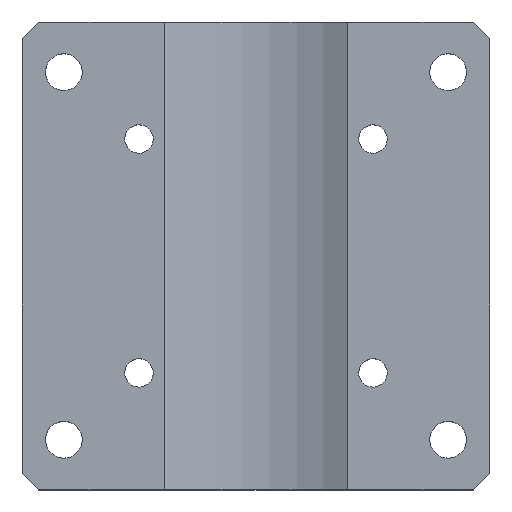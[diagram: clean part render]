
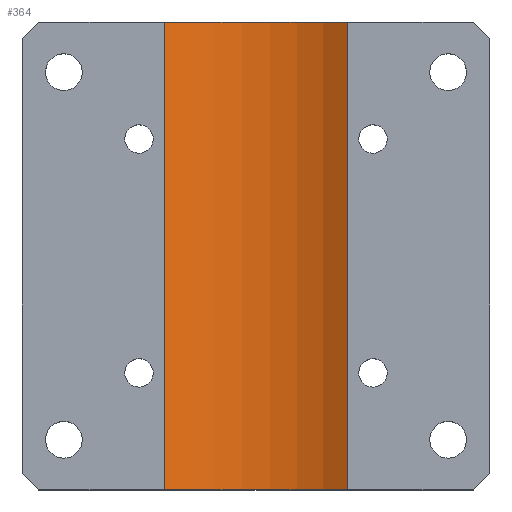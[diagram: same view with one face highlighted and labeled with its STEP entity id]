
A CAD part, top view. The second image highlights one B-rep face of the part: STEP entity #364.
In plain terms, the highlighted cylindrical face has radius 51 mm (diameter 102 mm), a partial arc.
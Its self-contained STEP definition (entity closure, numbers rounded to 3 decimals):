
#118=CARTESIAN_POINT('Vertex',(27.423,-70.,18.)) ;
#148=CARTESIAN_POINT('Vertex',(27.423,70.,18.)) ;
#151=CARTESIAN_POINT('Line Origine',(27.423,0.,18.)) ;
#228=CARTESIAN_POINT('Axis2P3D Location',(0.,-70.,61.)) ;
#232=CARTESIAN_POINT('Vertex',(-27.423,-70.,18.)) ;
#306=CARTESIAN_POINT('Axis2P3D Location',(0.,70.,61.)) ;
#310=CARTESIAN_POINT('Vertex',(-27.423,70.,18.)) ;
#348=CARTESIAN_POINT('Axis2P3D Location',(0.,-0.66,61.)) ;
#353=CARTESIAN_POINT('Line Origine',(-27.423,-0.66,18.)) ;
#152=DIRECTION('Vector Direction',(0.,-1.,0.)) ;
#229=DIRECTION('Axis2P3D Direction',(0.,1.,-0.)) ;
#307=DIRECTION('Axis2P3D Direction',(0.,-1.,0.)) ;
#349=DIRECTION('Axis2P3D Direction',(0.,1.,-0.)) ;
#350=DIRECTION('Axis2P3D XDirection',(-1.,0.,0.)) ;
#354=DIRECTION('Vector Direction',(0.,1.,0.)) ;
#230=AXIS2_PLACEMENT_3D('Circle Axis2P3D',#228,#229,$) ;
#308=AXIS2_PLACEMENT_3D('Circle Axis2P3D',#306,#307,$) ;
#351=AXIS2_PLACEMENT_3D('Cylinder Axis2P3D',#348,#349,#350) ;
#359=ORIENTED_EDGE('',*,*,#357,.T.) ;
#360=ORIENTED_EDGE('',*,*,#234,.F.) ;
#361=ORIENTED_EDGE('',*,*,#155,.F.) ;
#362=ORIENTED_EDGE('',*,*,#312,.T.) ;
#153=VECTOR('Line Direction',#152,1.) ;
#355=VECTOR('Line Direction',#354,1.) ;
#364=ADVANCED_FACE('Corps principal',(#363),#352,.F.) ;
#231=CIRCLE('generated circle',#230,51.) ;
#309=CIRCLE('generated circle',#308,51.) ;
#352=CYLINDRICAL_SURFACE('generated cylinder',#351,51.) ;
#155=EDGE_CURVE('',#149,#119,#154,.T.) ;
#234=EDGE_CURVE('',#119,#233,#231,.T.) ;
#312=EDGE_CURVE('',#149,#311,#309,.F.) ;
#357=EDGE_CURVE('',#311,#233,#356,.F.) ;
#358=EDGE_LOOP('',(#359,#360,#361,#362)) ;
#363=FACE_OUTER_BOUND('',#358,.T.) ;
#154=LINE('Line',#151,#153) ;
#356=LINE('Line',#353,#355) ;
#119=VERTEX_POINT('',#118) ;
#149=VERTEX_POINT('',#148) ;
#233=VERTEX_POINT('',#232) ;
#311=VERTEX_POINT('',#310) ;
